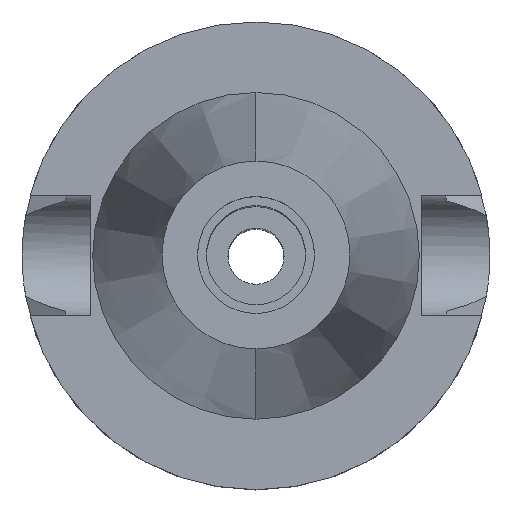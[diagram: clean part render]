
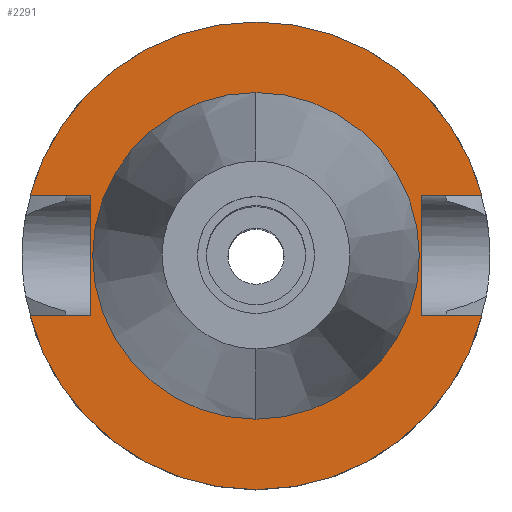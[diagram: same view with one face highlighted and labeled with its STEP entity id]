
A CAD part, top view. The second image highlights one B-rep face of the part: STEP entity #2291.
In plain terms, the highlighted planar face has unit normal (0, 0, 1).
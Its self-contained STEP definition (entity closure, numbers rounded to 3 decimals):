
#883=DIRECTION('',(1.,0.,0.));
#884=VECTOR('',#883,12.921);
#885=CARTESIAN_POINT('',(35.4,12.85,-1.5));
#886=LINE('',#885,#884);
#930=DIRECTION('',(0.,1.,0.));
#931=VECTOR('',#930,25.7);
#932=CARTESIAN_POINT('',(-35.4,-12.85,-1.5));
#933=LINE('',#932,#931);
#937=DIRECTION('',(-1.,0.,0.));
#938=VECTOR('',#937,12.921);
#939=CARTESIAN_POINT('',(-35.4,12.85,-1.5));
#940=LINE('',#939,#938);
#944=CARTESIAN_POINT('',(0.,0.,-1.5));
#945=DIRECTION('',(0.,0.,-1.));
#946=DIRECTION('',(-0.966,0.257,0.));
#947=AXIS2_PLACEMENT_3D('',#944,#945,#946);
#952=CARTESIAN_POINT('',(0.,0.,-1.5));
#953=DIRECTION('',(0.,0.,-1.));
#954=DIRECTION('',(0.,1.,0.));
#955=AXIS2_PLACEMENT_3D('',#952,#953,#954);
#960=DIRECTION('',(0.,-1.,0.));
#961=VECTOR('',#960,25.7);
#962=CARTESIAN_POINT('',(35.4,12.85,-1.5));
#963=LINE('',#962,#961);
#967=DIRECTION('',(1.,0.,0.));
#968=VECTOR('',#967,12.921);
#969=CARTESIAN_POINT('',(35.4,-12.85,-1.5));
#970=LINE('',#969,#968);
#974=CARTESIAN_POINT('',(0.,0.,-1.5));
#975=DIRECTION('',(0.,0.,-1.));
#976=DIRECTION('',(0.966,-0.257,0.));
#977=AXIS2_PLACEMENT_3D('',#974,#975,#976);
#982=CARTESIAN_POINT('',(0.,0.,-1.5));
#983=DIRECTION('',(0.,0.,-1.));
#984=DIRECTION('',(0.,-1.,0.));
#985=AXIS2_PLACEMENT_3D('',#982,#983,#984);
#990=CARTESIAN_POINT('',(0.,0.,-1.5));
#991=DIRECTION('',(0.,0.,1.));
#992=DIRECTION('',(0.,-1.,0.));
#993=AXIS2_PLACEMENT_3D('',#990,#991,#992);
#998=CARTESIAN_POINT('',(0.,0.,-1.5));
#999=DIRECTION('',(0.,0.,1.));
#1000=DIRECTION('',(0.,1.,0.));
#1001=AXIS2_PLACEMENT_3D('',#998,#999,#1000);
#1036=DIRECTION('',(-1.,0.,0.));
#1037=VECTOR('',#1036,12.921);
#1038=CARTESIAN_POINT('',(-35.4,-12.85,-1.5));
#1039=LINE('',#1038,#1037);
#1426=CARTESIAN_POINT('',(-35.4,-12.85,-1.5));
#1427=VERTEX_POINT('',#1426);
#1428=CARTESIAN_POINT('',(-48.321,-12.85,-1.5));
#1429=VERTEX_POINT('',#1428);
#1432=CARTESIAN_POINT('',(-35.4,12.85,-1.5));
#1433=VERTEX_POINT('',#1432);
#1434=CARTESIAN_POINT('',(-48.321,12.85,-1.5));
#1435=VERTEX_POINT('',#1434);
#1436=CARTESIAN_POINT('',(0.,50.,-1.5));
#1437=CARTESIAN_POINT('',(48.321,12.85,-1.5));
#1438=VERTEX_POINT('',#1436);
#1439=VERTEX_POINT('',#1437);
#1440=CARTESIAN_POINT('',(35.4,12.85,-1.5));
#1441=VERTEX_POINT('',#1440);
#1442=CARTESIAN_POINT('',(35.4,-12.85,-1.5));
#1443=VERTEX_POINT('',#1442);
#1444=CARTESIAN_POINT('',(48.321,-12.85,-1.5));
#1445=VERTEX_POINT('',#1444);
#1446=CARTESIAN_POINT('',(0.,-50.,-1.5));
#1447=VERTEX_POINT('',#1446);
#1448=CARTESIAN_POINT('',(0.,-34.925,-1.5));
#1449=CARTESIAN_POINT('',(0.,34.925,-1.5));
#1450=VERTEX_POINT('',#1448);
#1451=VERTEX_POINT('',#1449);
#2260=CARTESIAN_POINT('',(0.,0.,-1.5));
#2261=DIRECTION('',(0.,0.,-1.));
#2262=DIRECTION('',(0.,-1.,0.));
#2263=AXIS2_PLACEMENT_3D('',#2260,#2261,#2262);
#2264=PLANE('',#2263);
#2266=ORIENTED_EDGE('',*,*,#2265,.T.);
#2268=ORIENTED_EDGE('',*,*,#2267,.T.);
#2270=ORIENTED_EDGE('',*,*,#2269,.T.);
#2272=ORIENTED_EDGE('',*,*,#2271,.T.);
#2273=ORIENTED_EDGE('',*,*,#2236,.F.);
#2274=ORIENTED_EDGE('',*,*,#2250,.T.);
#2276=ORIENTED_EDGE('',*,*,#2275,.T.);
#2278=ORIENTED_EDGE('',*,*,#2277,.T.);
#2280=ORIENTED_EDGE('',*,*,#2279,.T.);
#2282=ORIENTED_EDGE('',*,*,#2281,.F.);
#2283=EDGE_LOOP('',(#2266,#2268,#2270,#2272,#2273,#2274,#2276,#2278,#2280,
#2282));
#2284=FACE_OUTER_BOUND('',#2283,.F.);
#2286=ORIENTED_EDGE('',*,*,#2285,.T.);
#2288=ORIENTED_EDGE('',*,*,#2287,.T.);
#2289=EDGE_LOOP('',(#2286,#2288));
#2290=FACE_BOUND('',#2289,.F.);
#948=CIRCLE('',#947,50.);
#956=CIRCLE('',#955,50.);
#978=CIRCLE('',#977,50.);
#986=CIRCLE('',#985,50.);
#994=CIRCLE('',#993,34.925);
#1002=CIRCLE('',#1001,34.925);
#2236=EDGE_CURVE('',#1441,#1439,#886,.T.);
#2250=EDGE_CURVE('',#1441,#1443,#963,.T.);
#2265=EDGE_CURVE('',#1427,#1433,#933,.T.);
#2267=EDGE_CURVE('',#1433,#1435,#940,.T.);
#2269=EDGE_CURVE('',#1435,#1438,#948,.T.);
#2271=EDGE_CURVE('',#1438,#1439,#956,.T.);
#2275=EDGE_CURVE('',#1443,#1445,#970,.T.);
#2277=EDGE_CURVE('',#1445,#1447,#978,.T.);
#2279=EDGE_CURVE('',#1447,#1429,#986,.T.);
#2281=EDGE_CURVE('',#1427,#1429,#1039,.T.);
#2285=EDGE_CURVE('',#1450,#1451,#994,.T.);
#2287=EDGE_CURVE('',#1451,#1450,#1002,.T.);
#2291=ADVANCED_FACE('',(#2284,#2290),#2264,.F.);
